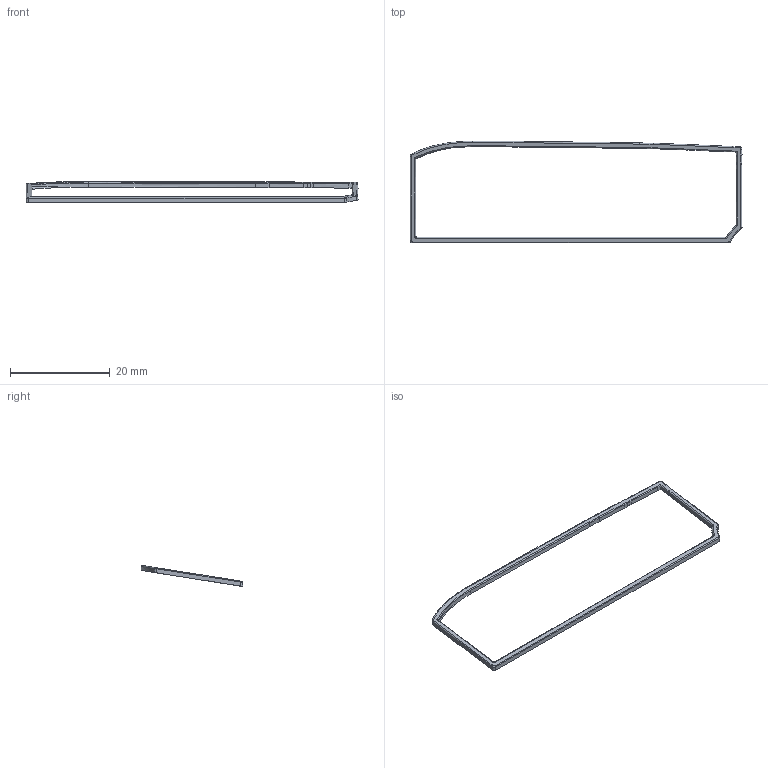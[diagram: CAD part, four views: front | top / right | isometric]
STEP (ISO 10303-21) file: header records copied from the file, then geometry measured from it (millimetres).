
FILE_DESCRIPTION (( 'STEP AP203' ), '1' );
FILE_NAME ('Aufnahme 7.STEP', '2013-04-03T11:12:51', ( '' ), ( '' ), 'SwSTEP 2.0', 'SolidWorks 2012', '' );
FILE_SCHEMA (( 'CONFIG_CONTROL_DESIGN' ));
Length unit declared in the file: millimetre
Products named in the file (1): Aufnahme 7
Bounding box: 66.53 x 20.41 x 4.21 mm (x, y, z)
Volume: 184 mm3; surface area: 678.9 mm2
Topology: 1 solids, 1 shells, 80 faces, 199 edges, 121 vertices
Faces by surface type: bspline 46, cylinder 18, plane 16
Entity records: 4832 total; most frequent: CARTESIAN_POINT 3321, ORIENTED_EDGE 398, EDGE_CURVE 199, DIRECTION 146, VERTEX_POINT 121, B_SPLINE_CURVE_WITH_KNOTS 99, EDGE_LOOP 82, FACE_OUTER_BOUND 80
